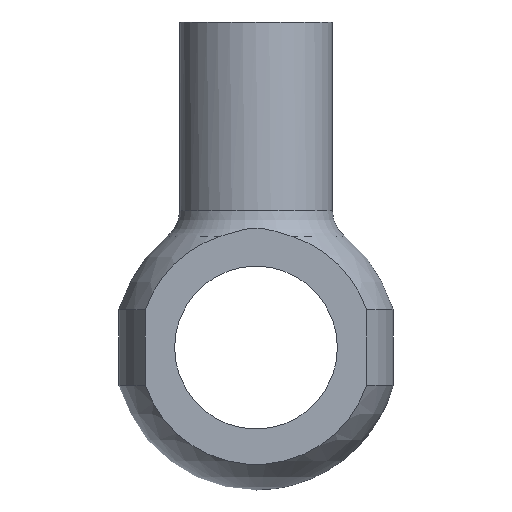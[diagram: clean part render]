
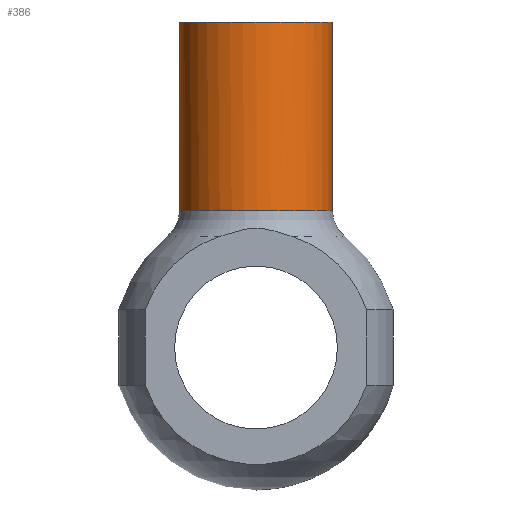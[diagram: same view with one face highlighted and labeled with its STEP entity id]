
A CAD part, front view. The second image highlights one B-rep face of the part: STEP entity #386.
In plain terms, the highlighted cylindrical face has radius 3.75 mm (diameter 7.5 mm), a full revolution.
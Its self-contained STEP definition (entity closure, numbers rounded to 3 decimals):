
#267=CARTESIAN_POINT('',(-14.748,10.807,16.0));
#268=VERTEX_POINT('',#267);
#269=CARTESIAN_POINT('',(-18.498,10.807,16.0));
#270=DIRECTION('',(0.0,0.0,-1.0));
#271=DIRECTION('',(-1.0,0.0,0.0));
#272=AXIS2_PLACEMENT_3D('',#269,#270,#271);
#273=CIRCLE('',#272,3.75);
#274=EDGE_CURVE('',#268,#268,#273,.T.);
#287=CARTESIAN_POINT('',(-14.748,10.807,6.733));
#288=VERTEX_POINT('',#287);
#289=CARTESIAN_POINT('',(-18.498,10.807,6.733));
#290=DIRECTION('',(0.0,0.0,-1.0));
#291=DIRECTION('',(-1.0,0.0,0.0));
#292=AXIS2_PLACEMENT_3D('',#289,#290,#291);
#293=CIRCLE('',#292,3.75);
#294=EDGE_CURVE('',#288,#288,#293,.T.);
#375=CARTESIAN_POINT('',(-18.498,10.807,0.0));
#376=DIRECTION('',(0.0,0.0,1.0));
#377=DIRECTION('',(-1.0,0.0,0.0));
#378=AXIS2_PLACEMENT_3D('',#375,#376,#377);
#379=CYLINDRICAL_SURFACE('',#378,3.75);
#380=ORIENTED_EDGE('',*,*,#274,.T.);
#381=EDGE_LOOP('',(#380));
#382=FACE_OUTER_BOUND('',#381,.T.);
#383=ORIENTED_EDGE('',*,*,#294,.F.);
#384=EDGE_LOOP('',(#383));
#385=FACE_BOUND('',#384,.T.);
#386=ADVANCED_FACE('',(#382,#385),#379,.T.);
